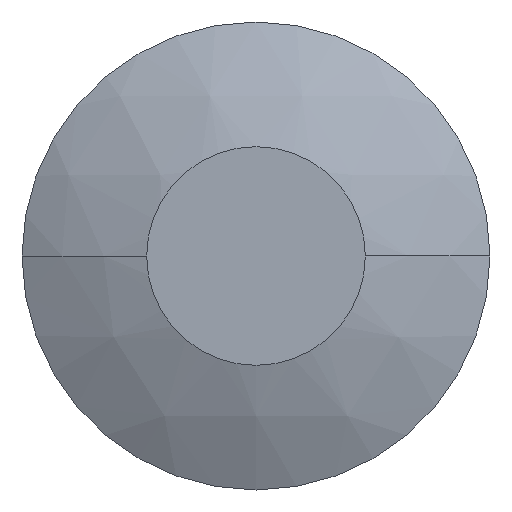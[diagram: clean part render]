
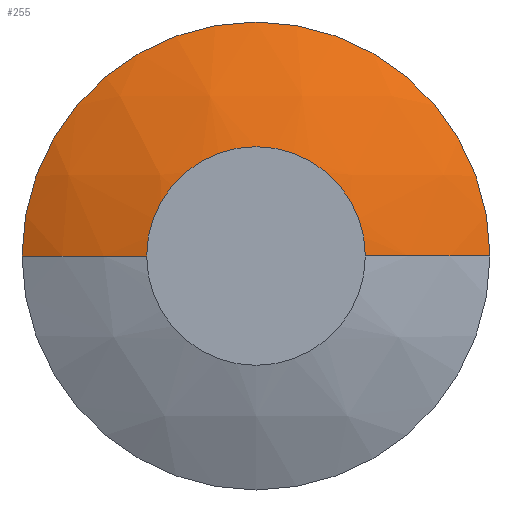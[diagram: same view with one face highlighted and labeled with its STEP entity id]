
A CAD part, left-side view. The second image highlights one B-rep face of the part: STEP entity #255.
In plain terms, the highlighted spherical face has radius 1.401 mm.
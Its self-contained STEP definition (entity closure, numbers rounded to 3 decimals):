
#9 = DIRECTION ( 'NONE',  ( 0., 0., -1. ) ) ;
#10 = AXIS2_PLACEMENT_3D ( 'NONE', #160, #239, #233 ) ;
#17 = DIRECTION ( 'NONE',  ( 0., 0., -1. ) ) ;
#23 = DIRECTION ( 'NONE',  ( 0., -1., 0. ) ) ;
#52 = CIRCLE ( 'NONE', #263, 1.402 ) ;
#64 = DIRECTION ( 'NONE',  ( -1., 0., 0. ) ) ;
#69 = EDGE_LOOP ( 'NONE', ( #341, #259, #270, #302, #511 ) ) ;
#78 = AXIS2_PLACEMENT_3D ( 'NONE', #138, #496, #9 ) ;
#96 = DIRECTION ( 'NONE',  ( 1., 0., 0. ) ) ;
#98 = CARTESIAN_POINT ( 'NONE',  ( -4.698, -0.32, 0. ) ) ;
#111 = AXIS2_PLACEMENT_3D ( 'NONE', #374, #96, #502 ) ;
#138 = CARTESIAN_POINT ( 'NONE',  ( -4.698, 0., 0. ) ) ;
#142 = DIRECTION ( 'NONE',  ( 0., 0., 1. ) ) ;
#160 = CARTESIAN_POINT ( 'NONE',  ( -4.698, 0., 0. ) ) ;
#185 = CIRCLE ( 'NONE', #111, 0.685 ) ;
#197 = EDGE_CURVE ( 'NONE', #206, #367, #503, .T. ) ;
#206 = VERTEX_POINT ( 'NONE', #424 ) ;
#210 = EDGE_CURVE ( 'NONE', #323, #358, #185, .T. ) ;
#216 = DIRECTION ( 'NONE',  ( 0., 1., 0. ) ) ;
#224 = VERTEX_POINT ( 'NONE', #98 ) ;
#231 = DIRECTION ( 'NONE',  ( 0., 0., 1. ) ) ;
#233 = DIRECTION ( 'NONE',  ( 0., 0., -1. ) ) ;
#239 = DIRECTION ( 'NONE',  ( 1., 0., 0. ) ) ;
#245 = AXIS2_PLACEMENT_3D ( 'NONE', #301, #142, #216 ) ;
#255 = ADVANCED_FACE ( 'NONE', ( #325 ), #403, .T. ) ;
#259 = ORIENTED_EDGE ( 'NONE', *, *, #483, .T. ) ;
#263 = AXIS2_PLACEMENT_3D ( 'NONE', #273, #17, #64 ) ;
#270 = ORIENTED_EDGE ( 'NONE', *, *, #516, .T. ) ;
#273 = CARTESIAN_POINT ( 'NONE',  ( -3.333, 0., 0. ) ) ;
#292 = AXIS2_PLACEMENT_3D ( 'NONE', #321, #231, #23 ) ;
#298 = CIRCLE ( 'NONE', #10, 0.32 ) ;
#301 = CARTESIAN_POINT ( 'NONE',  ( -3.333, 0., 0. ) ) ;
#302 = ORIENTED_EDGE ( 'NONE', *, *, #210, .F. ) ;
#309 = CARTESIAN_POINT ( 'NONE',  ( -4.698, 0., 0.32 ) ) ;
#321 = CARTESIAN_POINT ( 'NONE',  ( -3.333, 0., 0. ) ) ;
#323 = VERTEX_POINT ( 'NONE', #394 ) ;
#325 = FACE_OUTER_BOUND ( 'NONE', #69, .T. ) ;
#341 = ORIENTED_EDGE ( 'NONE', *, *, #197, .T. ) ;
#358 = VERTEX_POINT ( 'NONE', #469 ) ;
#365 = EDGE_CURVE ( 'NONE', #206, #323, #52, .T. ) ;
#367 = VERTEX_POINT ( 'NONE', #309 ) ;
#374 = CARTESIAN_POINT ( 'NONE',  ( -4.556, 0., 0. ) ) ;
#394 = CARTESIAN_POINT ( 'NONE',  ( -4.556, 0.685, 0. ) ) ;
#402 = CIRCLE ( 'NONE', #292, 1.402 ) ;
#403 = SPHERICAL_SURFACE ( 'NONE', #245, 1.402 ) ;
#424 = CARTESIAN_POINT ( 'NONE',  ( -4.698, 0.32, 0. ) ) ;
#469 = CARTESIAN_POINT ( 'NONE',  ( -4.556, -0.685, 0. ) ) ;
#483 = EDGE_CURVE ( 'NONE', #367, #224, #298, .T. ) ;
#496 = DIRECTION ( 'NONE',  ( 1., 0., 0. ) ) ;
#502 = DIRECTION ( 'NONE',  ( 0., 1., 0. ) ) ;
#503 = CIRCLE ( 'NONE', #78, 0.32 ) ;
#511 = ORIENTED_EDGE ( 'NONE', *, *, #365, .F. ) ;
#516 = EDGE_CURVE ( 'NONE', #224, #358, #402, .T. ) ;
